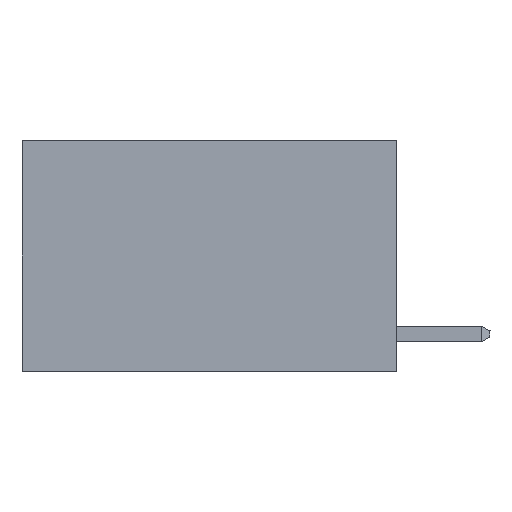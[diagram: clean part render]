
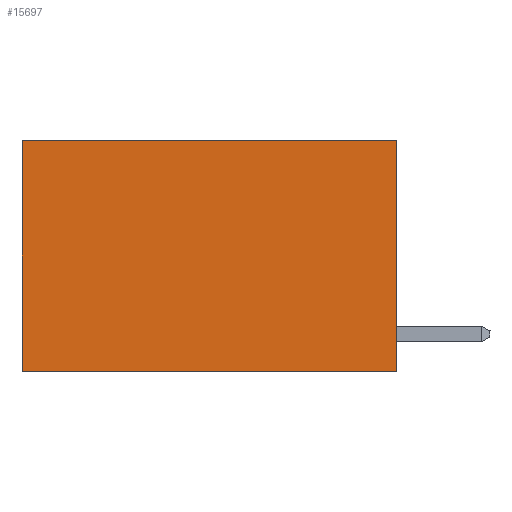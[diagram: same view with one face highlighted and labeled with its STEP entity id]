
A CAD part, left-side view. The second image highlights one B-rep face of the part: STEP entity #15697.
In plain terms, the highlighted planar face has unit normal (-1, 0, 0).
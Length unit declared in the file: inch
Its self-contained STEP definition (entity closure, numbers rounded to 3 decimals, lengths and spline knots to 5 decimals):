
#43 = VERTEX_POINT ( 'NONE', #9098 ) ;
#284 = LINE ( 'NONE', #15116, #8311 ) ;
#859 = VERTEX_POINT ( 'NONE', #2413 ) ;
#1185 = DIRECTION ( 'NONE',  ( 0., 1., 0. ) ) ;
#2413 = CARTESIAN_POINT ( 'NONE',  ( 0.2625, 0., -0.37 ) ) ;
#2466 = VERTEX_POINT ( 'NONE', #9532 ) ;
#3253 = DIRECTION ( 'NONE',  ( 0., 1., 0. ) ) ;
#4108 = CARTESIAN_POINT ( 'NONE',  ( 0.2625, 0., 0. ) ) ;
#4112 = VECTOR ( 'NONE', #13072, 39.37008 ) ;
#4205 = DIRECTION ( 'NONE',  ( 0., 0., -1. ) ) ;
#4430 = EDGE_CURVE ( 'NONE', #16790, #859, #17578, .T. ) ;
#5744 = FACE_OUTER_BOUND ( 'NONE', #12617, .T. ) ;
#6354 = ORIENTED_EDGE ( 'NONE', *, *, #7464, .T. ) ;
#7464 = EDGE_CURVE ( 'NONE', #16790, #2466, #284, .T. ) ;
#8003 = EDGE_CURVE ( 'NONE', #859, #43, #12842, .T. ) ;
#8311 = VECTOR ( 'NONE', #3253, 39.37008 ) ;
#9098 = CARTESIAN_POINT ( 'NONE',  ( 0.2625, 0.6, -0.37 ) ) ;
#9532 = CARTESIAN_POINT ( 'NONE',  ( 0.2625, 0.6, 0. ) ) ;
#9993 = DIRECTION ( 'NONE',  ( 1., 0., 0. ) ) ;
#10001 = VECTOR ( 'NONE', #13967, 39.37008 ) ;
#10460 = CARTESIAN_POINT ( 'NONE',  ( 0.2625, 0., 0. ) ) ;
#11638 = PLANE ( 'NONE',  #12804 ) ;
#11716 = VECTOR ( 'NONE', #1185, 39.37008 ) ;
#12617 = EDGE_LOOP ( 'NONE', ( #17429, #16249, #17686, #6354 ) ) ;
#12619 = CARTESIAN_POINT ( 'NONE',  ( 0.2625, 0.6, 0. ) ) ;
#12804 = AXIS2_PLACEMENT_3D ( 'NONE', #4108, #9993, #4205 ) ;
#12842 = LINE ( 'NONE', #17262, #11716 ) ;
#13072 = DIRECTION ( 'NONE',  ( 0., 0., -1. ) ) ;
#13315 = EDGE_CURVE ( 'NONE', #2466, #43, #18495, .T. ) ;
#13967 = DIRECTION ( 'NONE',  ( 0., 0., -1. ) ) ;
#15116 = CARTESIAN_POINT ( 'NONE',  ( 0.2625, 0., 0. ) ) ;
#15697 = ADVANCED_FACE ( 'NONE', ( #5744 ), #11638, .F. ) ;
#16249 = ORIENTED_EDGE ( 'NONE', *, *, #8003, .F. ) ;
#16463 = CARTESIAN_POINT ( 'NONE',  ( 0.2625, 0., 0. ) ) ;
#16790 = VERTEX_POINT ( 'NONE', #16463 ) ;
#17262 = CARTESIAN_POINT ( 'NONE',  ( 0.2625, 0., -0.37 ) ) ;
#17429 = ORIENTED_EDGE ( 'NONE', *, *, #13315, .T. ) ;
#17578 = LINE ( 'NONE', #10460, #4112 ) ;
#17686 = ORIENTED_EDGE ( 'NONE', *, *, #4430, .F. ) ;
#18495 = LINE ( 'NONE', #12619, #10001 ) ;
